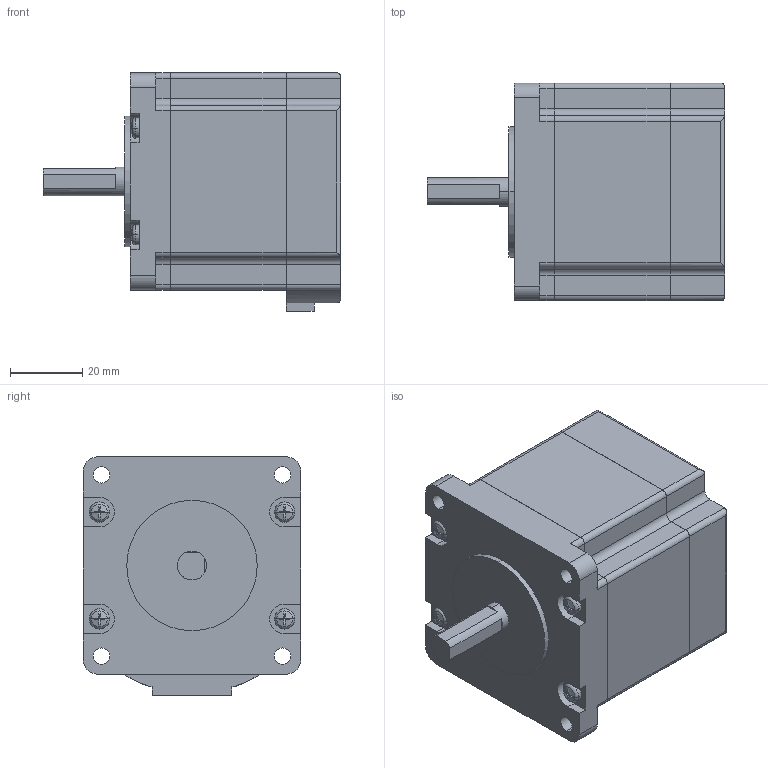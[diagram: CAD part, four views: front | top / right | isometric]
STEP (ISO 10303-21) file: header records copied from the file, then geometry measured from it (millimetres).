
FILE_DESCRIPTION(('starvars output'),'2;1');
FILE_NAME('kt60lm.stp','12:50:47 2014/09/17',( 'Thomas Industrial Network Germany GmbH'),( 'Thomas Industrial Network Germany GmbH'),'unknown preprocess','ACIS' ,'unknown authorization');
FILE_SCHEMA(('AUTOMOTIVE_DESIGN_CC2 {UNKNOWN IMPLEMENTATION LEVEL}'));
Length unit declared in the file: millimetre
Products named in the file (1): PRODUCT_ID_2
Bounding box: 82 x 60 x 65.8 mm (x, y, z)
Volume: 195458.1 mm3; surface area: 22443.4 mm2
Topology: 1 solids, 1 shells, 207 faces, 552 edges, 356 vertices
Faces by surface type: plane 121, cylinder 62, bspline 8, torus 8, cone 8
Entity records: 8169 total; most frequent: CARTESIAN_POINT 1544, ORIENTED_EDGE 1104, DIRECTION 915, EDGE_CURVE 552, VERTEX_POINT 356, VECTOR 317, LINE 317, AXIS2_PLACEMENT_3D 299
